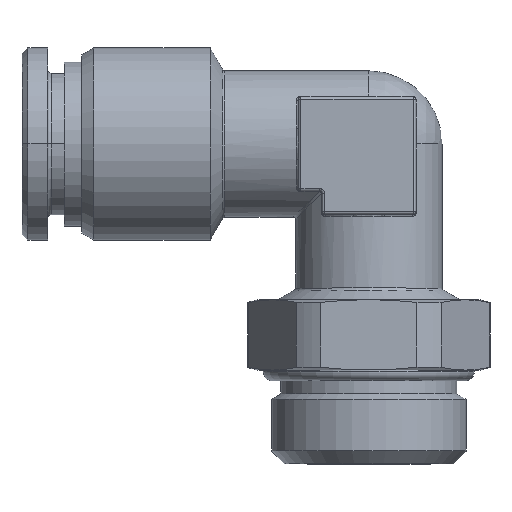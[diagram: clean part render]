
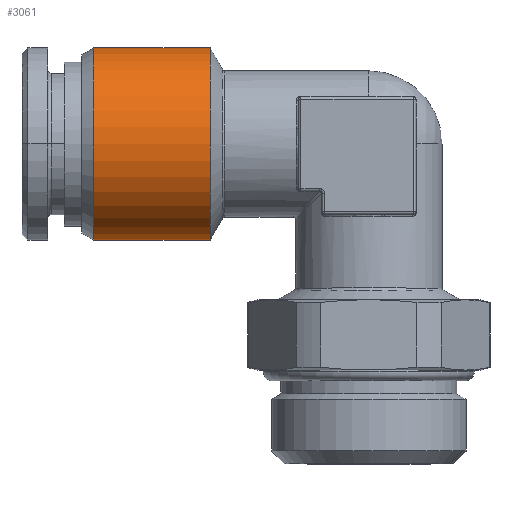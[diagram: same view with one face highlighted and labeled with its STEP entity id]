
A CAD part, top view. The second image highlights one B-rep face of the part: STEP entity #3061.
In plain terms, the highlighted cylindrical face has radius 8.2 mm (diameter 16.4 mm), a partial arc.
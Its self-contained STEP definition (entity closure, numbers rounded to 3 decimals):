
#101=CARTESIAN_POINT('',(-23.48,0.,0.));
#102=DIRECTION('',(1.,0.,0.));
#103=DIRECTION('',(0.,1.,0.));
#104=AXIS2_PLACEMENT_3D('',#101,#102,#103);
#106=CARTESIAN_POINT('',(-13.538,0.,0.));
#107=DIRECTION('',(1.,0.,0.));
#108=DIRECTION('',(0.,1.,0.));
#109=AXIS2_PLACEMENT_3D('',#106,#107,#108);
#134=DIRECTION('',(1.,0.,0.));
#135=VECTOR('',#134,9.942);
#136=CARTESIAN_POINT('',(-23.48,8.2,0.));
#137=LINE('',#136,#135);
#143=DIRECTION('',(1.,0.,0.));
#144=VECTOR('',#143,9.942);
#145=CARTESIAN_POINT('',(-23.48,-8.2,0.));
#146=LINE('',#145,#144);
#2505=CARTESIAN_POINT('',(-23.48,8.2,0.));
#2506=CARTESIAN_POINT('',(-23.48,-8.2,0.));
#2507=VERTEX_POINT('',#2505);
#2508=VERTEX_POINT('',#2506);
#2537=CARTESIAN_POINT('',(-13.538,8.2,0.));
#2538=CARTESIAN_POINT('',(-13.538,-8.2,0.));
#2539=VERTEX_POINT('',#2537);
#2540=VERTEX_POINT('',#2538);
#3047=CARTESIAN_POINT('',(-25.05,0.,0.));
#3048=DIRECTION('',(1.,0.,0.));
#3049=DIRECTION('',(0.,-1.,0.));
#3050=AXIS2_PLACEMENT_3D('',#3047,#3048,#3049);
#3051=CYLINDRICAL_SURFACE('',#3050,8.2);
#3053=ORIENTED_EDGE('',*,*,#3052,.T.);
#3055=ORIENTED_EDGE('',*,*,#3054,.F.);
#3056=ORIENTED_EDGE('',*,*,#3042,.F.);
#3058=ORIENTED_EDGE('',*,*,#3057,.T.);
#3059=EDGE_LOOP('',(#3053,#3055,#3056,#3058));
#3060=FACE_OUTER_BOUND('',#3059,.F.);
#3061=ADVANCED_FACE('',(#3060),#3051,.T.);
#105=CIRCLE('',#104,8.2);
#110=CIRCLE('',#109,8.2);
#3042=EDGE_CURVE('',#2507,#2508,#105,.T.);
#3052=EDGE_CURVE('',#2539,#2540,#110,.T.);
#3054=EDGE_CURVE('',#2508,#2540,#146,.T.);
#3057=EDGE_CURVE('',#2507,#2539,#137,.T.);
